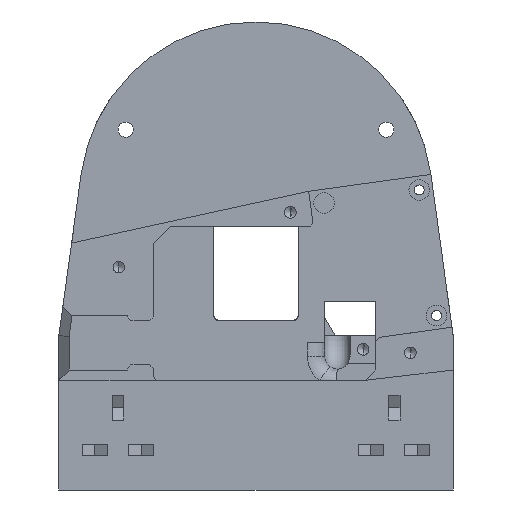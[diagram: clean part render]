
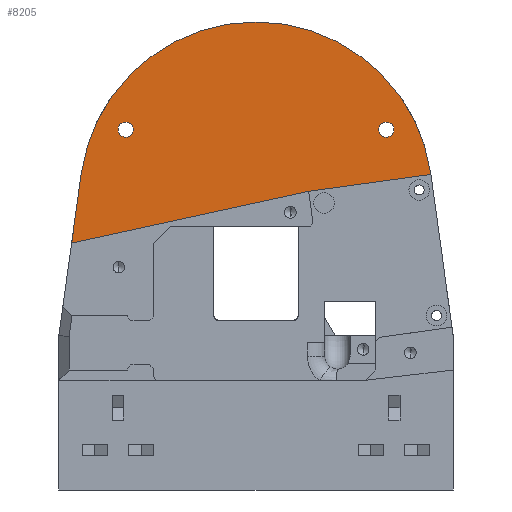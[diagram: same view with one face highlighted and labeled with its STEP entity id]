
A CAD part, left-side view. The second image highlights one B-rep face of the part: STEP entity #8205.
In plain terms, the highlighted planar face has unit normal (-1, 0, 0).
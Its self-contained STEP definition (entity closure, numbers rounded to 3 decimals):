
#205 = DIRECTION ( 'NONE',  ( -1., 0., 0. ) ) ;
#208 = CARTESIAN_POINT ( 'NONE',  ( 0., 0., 0. ) ) ;
#362 = CARTESIAN_POINT ( 'NONE',  ( 0., 53.779, -13. ) ) ;
#563 = VERTEX_POINT ( 'NONE', #7443 ) ;
#649 = FACE_BOUND ( 'NONE', #13397, .T. ) ;
#908 = VERTEX_POINT ( 'NONE', #3876 ) ;
#1012 = VECTOR ( 'NONE', #11928, 1000. ) ;
#1125 = VECTOR ( 'NONE', #1305, 1000. ) ;
#1305 = DIRECTION ( 'NONE',  ( 0., 0.991, -0.137 ) ) ;
#1327 = CARTESIAN_POINT ( 'NONE',  ( 0., -38., 20.125 ) ) ;
#1437 = CARTESIAN_POINT ( 'NONE',  ( 0., -38., 20.125 ) ) ;
#1612 = DIRECTION ( 'NONE',  ( 1., 0., 0. ) ) ;
#1775 = AXIS2_PLACEMENT_3D ( 'NONE', #1327, #205, #6168 ) ;
#2322 = CARTESIAN_POINT ( 'NONE',  ( 0., 38., 17.925 ) ) ;
#2615 = EDGE_CURVE ( 'NONE', #14024, #908, #14686, .T. ) ;
#2669 = VERTEX_POINT ( 'NONE', #12365 ) ;
#2767 = ORIENTED_EDGE ( 'NONE', *, *, #7949, .F. ) ;
#3088 = VERTEX_POINT ( 'NONE', #362 ) ;
#3525 = LINE ( 'NONE', #4799, #1125 ) ;
#3876 = CARTESIAN_POINT ( 'NONE',  ( 0., 0., 51.5 ) ) ;
#4128 = DIRECTION ( 'NONE',  ( 0., -0.137, 0.991 ) ) ;
#4132 = ORIENTED_EDGE ( 'NONE', *, *, #2615, .F. ) ;
#4312 = DIRECTION ( 'NONE',  ( 0., 0., -1. ) ) ;
#4441 = AXIS2_PLACEMENT_3D ( 'NONE', #10306, #15145, #4312 ) ;
#4590 = EDGE_CURVE ( 'NONE', #13853, #563, #15457, .T. ) ;
#4799 = CARTESIAN_POINT ( 'NONE',  ( 0., -51.018, 7.032 ) ) ;
#4819 = CARTESIAN_POINT ( 'NONE',  ( 0., 53.779, -13. ) ) ;
#5217 = DIRECTION ( 'NONE',  ( 1., 0., 0. ) ) ;
#5352 = AXIS2_PLACEMENT_3D ( 'NONE', #1437, #9905, #6278 ) ;
#5413 = EDGE_CURVE ( 'NONE', #9600, #9499, #6874, .T. ) ;
#5502 = PLANE ( 'NONE',  #4441 ) ;
#5688 = ORIENTED_EDGE ( 'NONE', *, *, #13968, .F. ) ;
#6152 = DIRECTION ( 'NONE',  ( 0., 0., 1. ) ) ;
#6168 = DIRECTION ( 'NONE',  ( 0., 0., 1. ) ) ;
#6278 = DIRECTION ( 'NONE',  ( 0., 0., 1. ) ) ;
#6386 = ORIENTED_EDGE ( 'NONE', *, *, #15352, .F. ) ;
#6702 = VERTEX_POINT ( 'NONE', #11441 ) ;
#6874 = CIRCLE ( 'NONE', #12927, 2.2 ) ;
#6921 = EDGE_CURVE ( 'NONE', #9499, #9600, #11719, .T. ) ;
#7250 = LINE ( 'NONE', #4819, #1012 ) ;
#7392 = EDGE_CURVE ( 'NONE', #3088, #14024, #12421, .T. ) ;
#7443 = CARTESIAN_POINT ( 'NONE',  ( 0., -38., 22.325 ) ) ;
#7761 = EDGE_CURVE ( 'NONE', #908, #6702, #12740, .T. ) ;
#7779 = DIRECTION ( 'NONE',  ( 0., 0., 1. ) ) ;
#7806 = ORIENTED_EDGE ( 'NONE', *, *, #6921, .F. ) ;
#7949 = EDGE_CURVE ( 'NONE', #6702, #2669, #3525, .T. ) ;
#8007 = FACE_OUTER_BOUND ( 'NONE', #13002, .T. ) ;
#8205 = ADVANCED_FACE ( 'NONE', ( #10233, #649, #8007 ), #5502, .F. ) ;
#8677 = EDGE_LOOP ( 'NONE', ( #6386, #11185 ) ) ;
#8822 = CARTESIAN_POINT ( 'NONE',  ( 0., 38., 20.125 ) ) ;
#8979 = CARTESIAN_POINT ( 'NONE',  ( 0., 38., 20.125 ) ) ;
#9107 = CIRCLE ( 'NONE', #1775, 2.2 ) ;
#9221 = AXIS2_PLACEMENT_3D ( 'NONE', #208, #5217, #10029 ) ;
#9499 = VERTEX_POINT ( 'NONE', #2322 ) ;
#9600 = VERTEX_POINT ( 'NONE', #12358 ) ;
#9905 = DIRECTION ( 'NONE',  ( -1., 0., 0. ) ) ;
#10029 = DIRECTION ( 'NONE',  ( 0., 0., -1. ) ) ;
#10233 = FACE_BOUND ( 'NONE', #8677, .T. ) ;
#10306 = CARTESIAN_POINT ( 'NONE',  ( 0., 0., 0. ) ) ;
#11185 = ORIENTED_EDGE ( 'NONE', *, *, #4590, .F. ) ;
#11193 = DIRECTION ( 'NONE',  ( -1., 0., 0. ) ) ;
#11441 = CARTESIAN_POINT ( 'NONE',  ( 0., -51.018, 7.032 ) ) ;
#11450 = ORIENTED_EDGE ( 'NONE', *, *, #7761, .F. ) ;
#11719 = CIRCLE ( 'NONE', #15267, 2.2 ) ;
#11928 = DIRECTION ( 'NONE',  ( 0., 0.977, -0.214 ) ) ;
#12234 = VECTOR ( 'NONE', #4128, 1000. ) ;
#12261 = CARTESIAN_POINT ( 'NONE',  ( 0., 51.018, 7.032 ) ) ;
#12358 = CARTESIAN_POINT ( 'NONE',  ( 0., 38., 22.325 ) ) ;
#12365 = CARTESIAN_POINT ( 'NONE',  ( 0., -15.355, 2.116 ) ) ;
#12421 = LINE ( 'NONE', #12261, #12234 ) ;
#12684 = ORIENTED_EDGE ( 'NONE', *, *, #7392, .F. ) ;
#12740 = CIRCLE ( 'NONE', #9221, 51.5 ) ;
#12927 = AXIS2_PLACEMENT_3D ( 'NONE', #8979, #13799, #7779 ) ;
#13002 = EDGE_LOOP ( 'NONE', ( #12684, #5688, #2767, #11450, #4132 ) ) ;
#13397 = EDGE_LOOP ( 'NONE', ( #13512, #7806 ) ) ;
#13512 = ORIENTED_EDGE ( 'NONE', *, *, #5413, .F. ) ;
#13717 = DIRECTION ( 'NONE',  ( 0., 0., -1. ) ) ;
#13799 = DIRECTION ( 'NONE',  ( -1., 0., 0. ) ) ;
#13853 = VERTEX_POINT ( 'NONE', #15344 ) ;
#13880 = CARTESIAN_POINT ( 'NONE',  ( 0., 51.018, 7.032 ) ) ;
#13968 = EDGE_CURVE ( 'NONE', #2669, #3088, #7250, .T. ) ;
#14024 = VERTEX_POINT ( 'NONE', #13880 ) ;
#14428 = AXIS2_PLACEMENT_3D ( 'NONE', #14750, #1612, #13717 ) ;
#14686 = CIRCLE ( 'NONE', #14428, 51.5 ) ;
#14750 = CARTESIAN_POINT ( 'NONE',  ( 0., 0., 0. ) ) ;
#15145 = DIRECTION ( 'NONE',  ( 1., 0., 0. ) ) ;
#15267 = AXIS2_PLACEMENT_3D ( 'NONE', #8822, #11193, #6152 ) ;
#15344 = CARTESIAN_POINT ( 'NONE',  ( 0., -38., 17.925 ) ) ;
#15352 = EDGE_CURVE ( 'NONE', #563, #13853, #9107, .T. ) ;
#15457 = CIRCLE ( 'NONE', #5352, 2.2 ) ;
